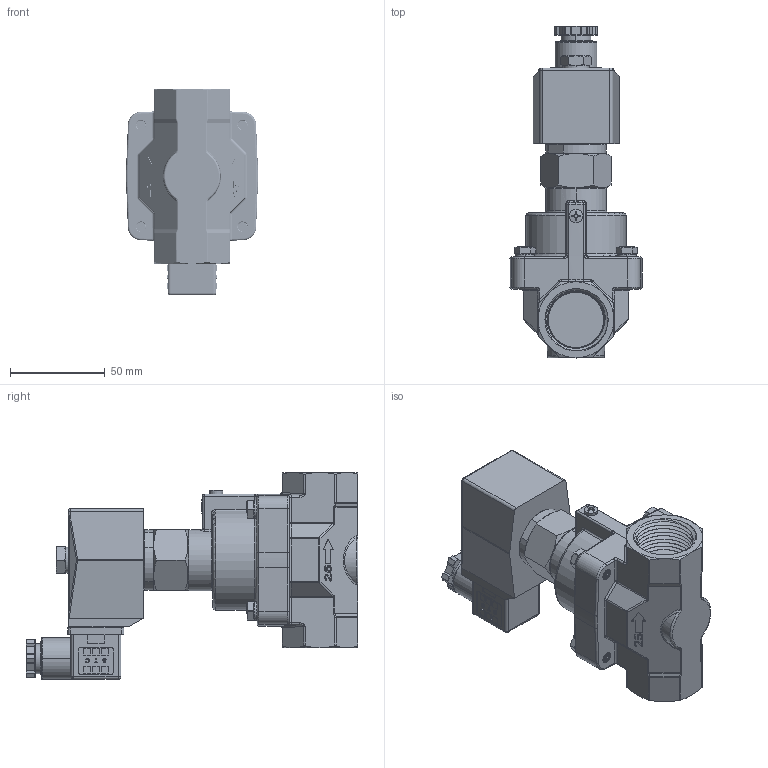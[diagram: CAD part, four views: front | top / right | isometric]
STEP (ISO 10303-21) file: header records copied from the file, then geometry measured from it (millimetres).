
FILE_DESCRIPTION (( 'STEP AP214' ), '1' );
FILE_NAME ('2MSO250-1.STEP', '2018-08-31T23:58:09', ( '' ), ( '' ), 'SwSTEP 2.0', 'SolidWorks 2016', '' );
FILE_SCHEMA (( 'AUTOMOTIVE_DESIGN' ));
Length unit declared in the file: millimetre
Products named in the file (1): 2MSO250-1
Bounding box: 69.58 x 174.91 x 109.05 mm (x, y, z)
Volume: 376185.7 mm3; surface area: 84538.8 mm2
Topology: 23 solids, 23 shells, 2344 faces, 6620 edges, 4387 vertices
Faces by surface type: plane 1117, cylinder 769, bspline 224, cone 144, torus 49, sphere 41
Entity records: 158124 total; most frequent: CARTESIAN_POINT 75998, ORIENTED_EDGE 13196, DIRECTION 9509, EDGE_CURVE 6598, VERTEX_POINT 4387, LINE 3685, VECTOR 3685, AXIS2_PLACEMENT_3D 2912
